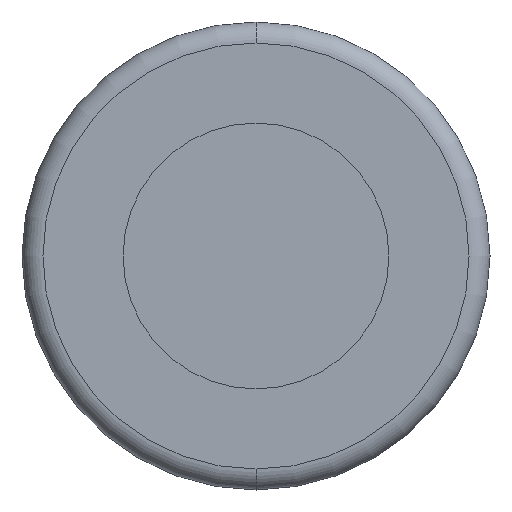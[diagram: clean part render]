
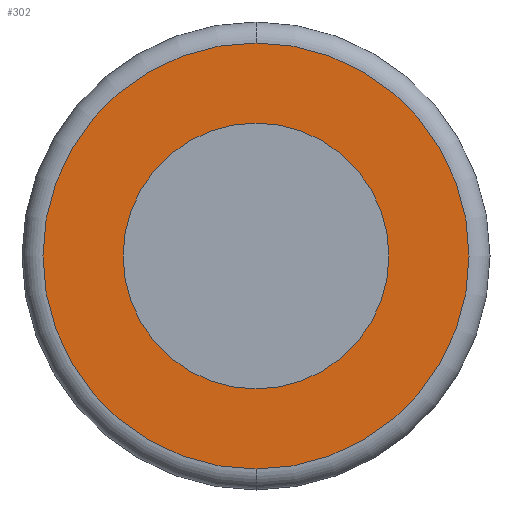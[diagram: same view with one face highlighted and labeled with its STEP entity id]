
A CAD part, front view. The second image highlights one B-rep face of the part: STEP entity #302.
In plain terms, the highlighted planar face has unit normal (0, -1, 0).
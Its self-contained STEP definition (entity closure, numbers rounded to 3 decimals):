
#4 = CARTESIAN_POINT ( 'NONE',  ( 0., 8., 0. ) ) ;
#13 = EDGE_LOOP ( 'NONE', ( #95, #174 ) ) ;
#18 = CARTESIAN_POINT ( 'NONE',  ( 0., 8., 1.587 ) ) ;
#23 = CARTESIAN_POINT ( 'NONE',  ( 0., 8., -1.587 ) ) ;
#43 = ORIENTED_EDGE ( 'NONE', *, *, #228, .T. ) ;
#51 = CARTESIAN_POINT ( 'NONE',  ( 0., 8., 2.545 ) ) ;
#60 = EDGE_CURVE ( 'NONE', #176, #126, #113, .T. ) ;
#76 = CARTESIAN_POINT ( 'NONE',  ( 0., 8., 0. ) ) ;
#80 = AXIS2_PLACEMENT_3D ( 'NONE', #167, #296, #87 ) ;
#85 = ORIENTED_EDGE ( 'NONE', *, *, #307, .T. ) ;
#87 = DIRECTION ( 'NONE',  ( 0., 0., -1. ) ) ;
#91 = EDGE_LOOP ( 'NONE', ( #43, #85 ) ) ;
#95 = ORIENTED_EDGE ( 'NONE', *, *, #286, .T. ) ;
#101 = DIRECTION ( 'NONE',  ( 0., -1., 0. ) ) ;
#105 = AXIS2_PLACEMENT_3D ( 'NONE', #76, #101, #214 ) ;
#113 = CIRCLE ( 'NONE', #105, 2.545 ) ;
#115 = DIRECTION ( 'NONE',  ( 0., 1., 0. ) ) ;
#124 = VERTEX_POINT ( 'NONE', #18 ) ;
#126 = VERTEX_POINT ( 'NONE', #137 ) ;
#137 = CARTESIAN_POINT ( 'NONE',  ( 0., 8., -2.545 ) ) ;
#143 = DIRECTION ( 'NONE',  ( 0., 0., -1. ) ) ;
#152 = VERTEX_POINT ( 'NONE', #23 ) ;
#167 = CARTESIAN_POINT ( 'NONE',  ( -1.587, 8., 0. ) ) ;
#170 = DIRECTION ( 'NONE',  ( 0., 0., 1. ) ) ;
#174 = ORIENTED_EDGE ( 'NONE', *, *, #60, .T. ) ;
#176 = VERTEX_POINT ( 'NONE', #51 ) ;
#199 = CARTESIAN_POINT ( 'NONE',  ( 0., 8., 0. ) ) ;
#214 = DIRECTION ( 'NONE',  ( 0., 0., -1. ) ) ;
#216 = FACE_OUTER_BOUND ( 'NONE', #13, .T. ) ;
#225 = PLANE ( 'NONE',  #80 ) ;
#228 = EDGE_CURVE ( 'NONE', #124, #152, #349, .T. ) ;
#233 = CIRCLE ( 'NONE', #324, 2.545 ) ;
#242 = AXIS2_PLACEMENT_3D ( 'NONE', #199, #274, #170 ) ;
#274 = DIRECTION ( 'NONE',  ( 0., 1., 0. ) ) ;
#275 = CARTESIAN_POINT ( 'NONE',  ( 0., 8., 0. ) ) ;
#280 = AXIS2_PLACEMENT_3D ( 'NONE', #4, #115, #336 ) ;
#286 = EDGE_CURVE ( 'NONE', #126, #176, #233, .T. ) ;
#296 = DIRECTION ( 'NONE',  ( 0., -1., 0. ) ) ;
#302 = ADVANCED_FACE ( 'NONE', ( #216, #330 ), #225, .T. ) ;
#307 = EDGE_CURVE ( 'NONE', #152, #124, #354, .T. ) ;
#324 = AXIS2_PLACEMENT_3D ( 'NONE', #275, #358, #143 ) ;
#330 = FACE_BOUND ( 'NONE', #91, .T. ) ;
#336 = DIRECTION ( 'NONE',  ( 0., 0., 1. ) ) ;
#349 = CIRCLE ( 'NONE', #242, 1.587 ) ;
#354 = CIRCLE ( 'NONE', #280, 1.587 ) ;
#358 = DIRECTION ( 'NONE',  ( 0., -1., 0. ) ) ;
